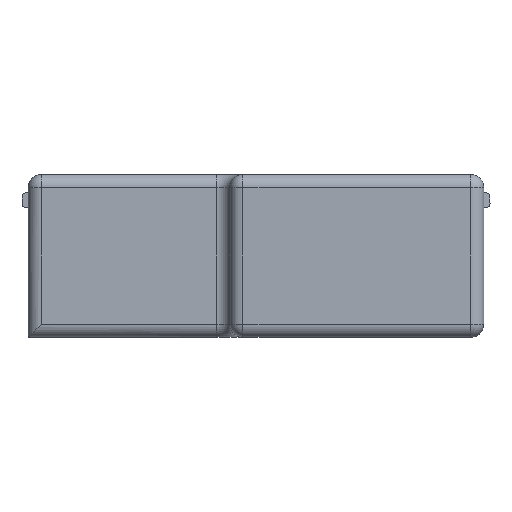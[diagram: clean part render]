
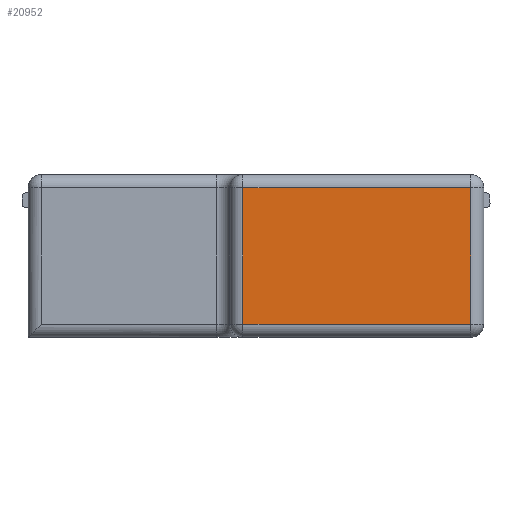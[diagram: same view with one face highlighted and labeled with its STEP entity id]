
A CAD part, left-side view. The second image highlights one B-rep face of the part: STEP entity #20952.
In plain terms, the highlighted planar face has unit normal (-1, 0, 0).
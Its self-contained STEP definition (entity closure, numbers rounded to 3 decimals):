
#1189=PLANE('',#22582);
#2263=FACE_OUTER_BOUND('',#3397,.T.);
#3397=EDGE_LOOP('',(#19566,#19567,#19568,#19569));
#6158=LINE('',#37452,#8593);
#6163=LINE('',#37467,#8598);
#6165=LINE('',#37477,#8600);
#6169=LINE('',#37488,#8604);
#8593=VECTOR('',#28027,10.);
#8598=VECTOR('',#28046,10.);
#8600=VECTOR('',#28058,10.);
#8604=VECTOR('',#28070,10.);
#10603=VERTEX_POINT('',#37442);
#10604=VERTEX_POINT('',#37446);
#10607=VERTEX_POINT('',#37458);
#10609=VERTEX_POINT('',#37470);
#13567=EDGE_CURVE('',#10604,#10603,#6158,.T.);
#13575=EDGE_CURVE('',#10603,#10607,#6163,.T.);
#13580=EDGE_CURVE('',#10609,#10604,#6165,.T.);
#13586=EDGE_CURVE('',#10607,#10609,#6169,.T.);
#19566=ORIENTED_EDGE('',*,*,#13567,.F.);
#19567=ORIENTED_EDGE('',*,*,#13580,.F.);
#19568=ORIENTED_EDGE('',*,*,#13586,.F.);
#19569=ORIENTED_EDGE('',*,*,#13575,.F.);
#20952=ADVANCED_FACE('',(#2263),#1189,.F.);
#22582=AXIS2_PLACEMENT_3D('',#37568,#28168,#28169);
#28027=DIRECTION('',(0.,1.,0.));
#28046=DIRECTION('',(0.,0.,1.));
#28058=DIRECTION('',(0.,0.,-1.));
#28070=DIRECTION('',(0.,-1.,0.));
#28168=DIRECTION('center_axis',(1.,0.,0.));
#28169=DIRECTION('ref_axis',(0.,1.,0.));
#37442=CARTESIAN_POINT('',(-2.25,16.25,-0.5));
#37446=CARTESIAN_POINT('',(-2.25,-1.2,-0.5));
#37452=CARTESIAN_POINT('',(-2.25,6.525,-0.5));
#37458=CARTESIAN_POINT('',(-2.25,16.25,9.97));
#37467=CARTESIAN_POINT('',(-2.25,16.25,5.485));
#37470=CARTESIAN_POINT('',(-2.25,-1.2,9.97));
#37477=CARTESIAN_POINT('',(-2.25,-1.2,0.));
#37488=CARTESIAN_POINT('',(-2.25,6.525,9.97));
#37568=CARTESIAN_POINT('Origin',(-2.25,-2.2,0.));
